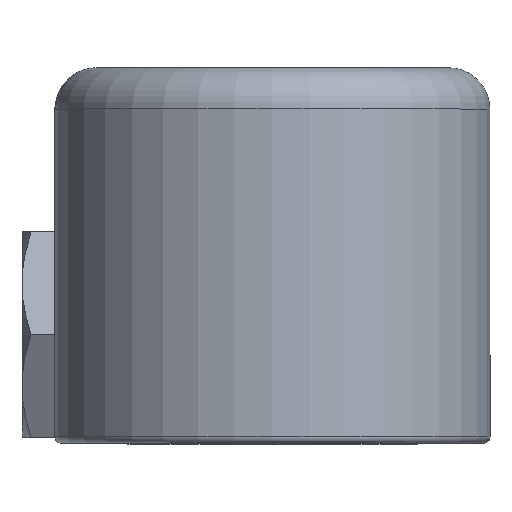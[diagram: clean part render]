
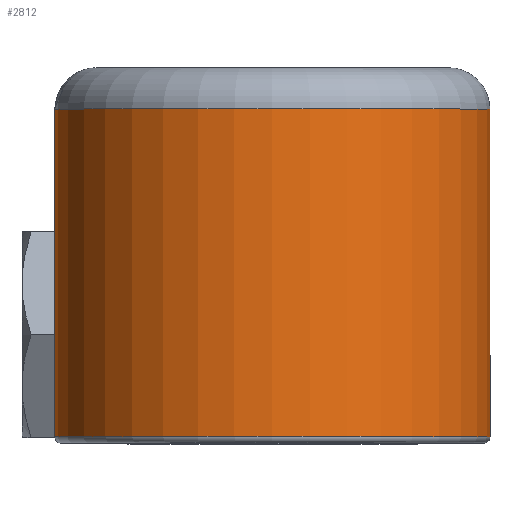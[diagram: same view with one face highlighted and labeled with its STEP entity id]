
A CAD part, top view. The second image highlights one B-rep face of the part: STEP entity #2812.
In plain terms, the highlighted cylindrical face has radius 25.4 mm (diameter 50.8 mm), a partial arc.
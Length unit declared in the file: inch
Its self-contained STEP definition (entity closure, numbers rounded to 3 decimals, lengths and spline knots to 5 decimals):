
#304=DIRECTION('',(0.,1.,0.));
#305=VECTOR('',#304,1.505);
#306=CARTESIAN_POINT('',(0.98453,0.03,-0.1752));
#307=LINE('',#306,#305);
#382=CARTESIAN_POINT('',(0.,0.03,0.));
#383=DIRECTION('',(0.,-1.,0.));
#384=DIRECTION('',(0.985,0.,-0.175));
#385=AXIS2_PLACEMENT_3D('',#382,#383,#384);
#962=CARTESIAN_POINT('',(0.,1.535,0.));
#963=DIRECTION('',(0.,1.,0.));
#964=DIRECTION('',(-0.985,0.,-0.175));
#965=AXIS2_PLACEMENT_3D('',#962,#963,#964);
#1093=DIRECTION('',(0.,1.,0.));
#1094=VECTOR('',#1093,1.505);
#1095=CARTESIAN_POINT('',(-0.98453,0.03,-0.1752));
#1096=LINE('',#1095,#1094);
#1704=CARTESIAN_POINT('',(-0.98453,1.535,-0.1752));
#1705=CARTESIAN_POINT('',(0.98453,1.535,-0.1752));
#1706=VERTEX_POINT('',#1704);
#1707=VERTEX_POINT('',#1705);
#1728=CARTESIAN_POINT('',(-0.98453,0.03,-0.1752));
#1729=VERTEX_POINT('',#1728);
#1732=CARTESIAN_POINT('',(0.98453,0.03,-0.1752));
#1733=VERTEX_POINT('',#1732);
#2801=CARTESIAN_POINT('',(0.,0.,0.));
#2802=DIRECTION('',(0.,1.,0.));
#2803=DIRECTION('',(-1.,0.,0.));
#2804=AXIS2_PLACEMENT_3D('',#2801,#2802,#2803);
#2805=CYLINDRICAL_SURFACE('',#2804,1.);
#2806=ORIENTED_EDGE('',*,*,#2124,.T.);
#2807=ORIENTED_EDGE('',*,*,#2784,.T.);
#2808=ORIENTED_EDGE('',*,*,#2710,.T.);
#2809=ORIENTED_EDGE('',*,*,#2047,.F.);
#2810=EDGE_LOOP('',(#2806,#2807,#2808,#2809));
#2811=FACE_OUTER_BOUND('',#2810,.F.);
#386=CIRCLE('',#385,1.);
#966=CIRCLE('',#965,1.);
#2047=EDGE_CURVE('',#1733,#1707,#307,.T.);
#2124=EDGE_CURVE('',#1733,#1729,#386,.T.);
#2710=EDGE_CURVE('',#1706,#1707,#966,.T.);
#2784=EDGE_CURVE('',#1729,#1706,#1096,.T.);
#2812=ADVANCED_FACE('',(#2811),#2805,.T.);
